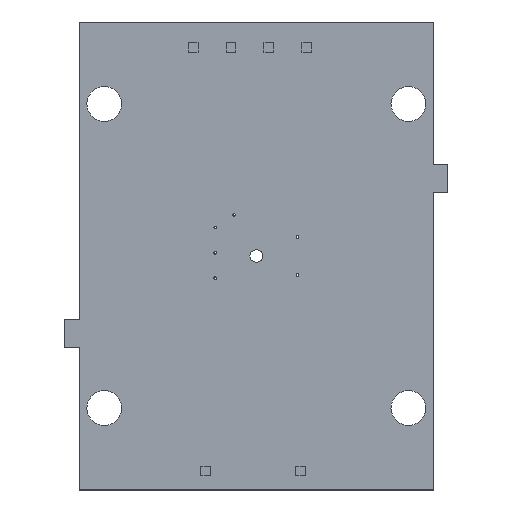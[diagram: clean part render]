
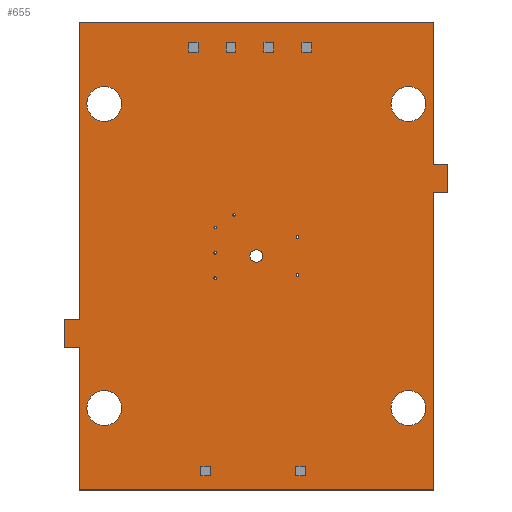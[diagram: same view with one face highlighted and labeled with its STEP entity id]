
A CAD part, top view. The second image highlights one B-rep face of the part: STEP entity #655.
In plain terms, the highlighted planar face has unit normal (0, 0, 1).
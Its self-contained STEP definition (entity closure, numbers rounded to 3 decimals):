
#49=FACE_BOUND('',#146,.T.);
#50=FACE_BOUND('',#147,.T.);
#51=FACE_BOUND('',#148,.T.);
#52=FACE_BOUND('',#149,.T.);
#53=FACE_BOUND('',#150,.T.);
#54=FACE_BOUND('',#151,.T.);
#55=FACE_BOUND('',#152,.T.);
#56=FACE_BOUND('',#153,.T.);
#57=FACE_BOUND('',#154,.T.);
#58=FACE_BOUND('',#155,.T.);
#59=FACE_BOUND('',#156,.T.);
#83=PLANE('',#736);
#114=FACE_OUTER_BOUND('',#145,.T.);
#145=EDGE_LOOP('',(#542,#543,#544,#545,#546,#547,#548,#549,#550,#551,#552,
#553));
#146=EDGE_LOOP('',(#554));
#147=EDGE_LOOP('',(#555));
#148=EDGE_LOOP('',(#556));
#149=EDGE_LOOP('',(#557));
#150=EDGE_LOOP('',(#558));
#151=EDGE_LOOP('',(#559));
#152=EDGE_LOOP('',(#560));
#153=EDGE_LOOP('',(#561));
#154=EDGE_LOOP('',(#562));
#155=EDGE_LOOP('',(#563));
#156=EDGE_LOOP('',(#564));
#188=LINE('',#1018,#247);
#191=LINE('',#1024,#250);
#194=LINE('',#1030,#253);
#197=LINE('',#1036,#256);
#200=LINE('',#1042,#259);
#203=LINE('',#1048,#262);
#206=LINE('',#1054,#265);
#209=LINE('',#1060,#268);
#212=LINE('',#1066,#271);
#215=LINE('',#1072,#274);
#218=LINE('',#1078,#277);
#221=LINE('',#1082,#280);
#247=VECTOR('',#840,10.);
#250=VECTOR('',#845,10.);
#253=VECTOR('',#850,10.);
#256=VECTOR('',#855,10.);
#259=VECTOR('',#860,10.);
#262=VECTOR('',#865,10.);
#265=VECTOR('',#870,10.);
#268=VECTOR('',#875,10.);
#271=VECTOR('',#880,10.);
#274=VECTOR('',#885,10.);
#277=VECTOR('',#890,10.);
#280=VECTOR('',#895,10.);
#294=CIRCLE('',#693,0.25);
#296=CIRCLE('',#696,1.27);
#298=CIRCLE('',#699,0.25);
#300=CIRCLE('',#702,0.25);
#302=CIRCLE('',#705,0.25);
#304=CIRCLE('',#708,0.25);
#306=CIRCLE('',#711,0.25);
#307=CIRCLE('',#713,3.493);
#309=CIRCLE('',#716,3.493);
#311=CIRCLE('',#719,3.493);
#313=CIRCLE('',#722,3.493);
#316=VERTEX_POINT('',#948);
#318=VERTEX_POINT('',#954);
#320=VERTEX_POINT('',#960);
#322=VERTEX_POINT('',#966);
#324=VERTEX_POINT('',#972);
#326=VERTEX_POINT('',#978);
#328=VERTEX_POINT('',#984);
#329=VERTEX_POINT('',#988);
#331=VERTEX_POINT('',#994);
#333=VERTEX_POINT('',#1000);
#335=VERTEX_POINT('',#1006);
#339=VERTEX_POINT('',#1015);
#340=VERTEX_POINT('',#1017);
#342=VERTEX_POINT('',#1023);
#344=VERTEX_POINT('',#1029);
#346=VERTEX_POINT('',#1035);
#348=VERTEX_POINT('',#1041);
#350=VERTEX_POINT('',#1047);
#352=VERTEX_POINT('',#1053);
#354=VERTEX_POINT('',#1059);
#356=VERTEX_POINT('',#1065);
#358=VERTEX_POINT('',#1071);
#360=VERTEX_POINT('',#1077);
#371=EDGE_CURVE('',#316,#316,#294,.T.);
#374=EDGE_CURVE('',#318,#318,#296,.T.);
#377=EDGE_CURVE('',#320,#320,#298,.T.);
#380=EDGE_CURVE('',#322,#322,#300,.T.);
#383=EDGE_CURVE('',#324,#324,#302,.T.);
#386=EDGE_CURVE('',#326,#326,#304,.T.);
#389=EDGE_CURVE('',#328,#328,#306,.T.);
#390=EDGE_CURVE('',#329,#329,#307,.T.);
#393=EDGE_CURVE('',#331,#331,#309,.T.);
#396=EDGE_CURVE('',#333,#333,#311,.T.);
#399=EDGE_CURVE('',#335,#335,#313,.T.);
#404=EDGE_CURVE('',#340,#339,#188,.T.);
#407=EDGE_CURVE('',#342,#340,#191,.T.);
#410=EDGE_CURVE('',#344,#342,#194,.T.);
#413=EDGE_CURVE('',#346,#344,#197,.T.);
#416=EDGE_CURVE('',#348,#346,#200,.T.);
#419=EDGE_CURVE('',#350,#348,#203,.T.);
#422=EDGE_CURVE('',#352,#350,#206,.T.);
#425=EDGE_CURVE('',#354,#352,#209,.T.);
#428=EDGE_CURVE('',#356,#354,#212,.T.);
#431=EDGE_CURVE('',#358,#356,#215,.T.);
#434=EDGE_CURVE('',#360,#358,#218,.T.);
#437=EDGE_CURVE('',#339,#360,#221,.T.);
#542=ORIENTED_EDGE('',*,*,#437,.T.);
#543=ORIENTED_EDGE('',*,*,#434,.T.);
#544=ORIENTED_EDGE('',*,*,#431,.T.);
#545=ORIENTED_EDGE('',*,*,#428,.T.);
#546=ORIENTED_EDGE('',*,*,#425,.T.);
#547=ORIENTED_EDGE('',*,*,#422,.T.);
#548=ORIENTED_EDGE('',*,*,#419,.T.);
#549=ORIENTED_EDGE('',*,*,#416,.T.);
#550=ORIENTED_EDGE('',*,*,#413,.T.);
#551=ORIENTED_EDGE('',*,*,#410,.T.);
#552=ORIENTED_EDGE('',*,*,#407,.T.);
#553=ORIENTED_EDGE('',*,*,#404,.T.);
#554=ORIENTED_EDGE('',*,*,#371,.T.);
#555=ORIENTED_EDGE('',*,*,#374,.T.);
#556=ORIENTED_EDGE('',*,*,#377,.T.);
#557=ORIENTED_EDGE('',*,*,#380,.T.);
#558=ORIENTED_EDGE('',*,*,#383,.T.);
#559=ORIENTED_EDGE('',*,*,#386,.T.);
#560=ORIENTED_EDGE('',*,*,#389,.T.);
#561=ORIENTED_EDGE('',*,*,#399,.T.);
#562=ORIENTED_EDGE('',*,*,#396,.T.);
#563=ORIENTED_EDGE('',*,*,#393,.T.);
#564=ORIENTED_EDGE('',*,*,#390,.T.);
#655=ADVANCED_FACE('',(#114,#49,#50,#51,#52,#53,#54,#55,#56,#57,#58,#59),
#83,.T.);
#693=AXIS2_PLACEMENT_3D('',#950,#764,#765);
#696=AXIS2_PLACEMENT_3D('',#956,#771,#772);
#699=AXIS2_PLACEMENT_3D('',#962,#778,#779);
#702=AXIS2_PLACEMENT_3D('',#968,#785,#786);
#705=AXIS2_PLACEMENT_3D('',#974,#792,#793);
#708=AXIS2_PLACEMENT_3D('',#980,#799,#800);
#711=AXIS2_PLACEMENT_3D('',#986,#806,#807);
#713=AXIS2_PLACEMENT_3D('',#989,#810,#811);
#716=AXIS2_PLACEMENT_3D('',#995,#817,#818);
#719=AXIS2_PLACEMENT_3D('',#1001,#824,#825);
#722=AXIS2_PLACEMENT_3D('',#1007,#831,#832);
#736=AXIS2_PLACEMENT_3D('',#1083,#896,#897);
#764=DIRECTION('center_axis',(0.,0.,-1.));
#765=DIRECTION('ref_axis',(1.,0.,0.));
#771=DIRECTION('center_axis',(0.,0.,-1.));
#772=DIRECTION('ref_axis',(1.,0.,0.));
#778=DIRECTION('center_axis',(0.,0.,-1.));
#779=DIRECTION('ref_axis',(1.,0.,0.));
#785=DIRECTION('center_axis',(0.,0.,-1.));
#786=DIRECTION('ref_axis',(1.,0.,0.));
#792=DIRECTION('center_axis',(0.,0.,-1.));
#793=DIRECTION('ref_axis',(1.,0.,0.));
#799=DIRECTION('center_axis',(0.,0.,-1.));
#800=DIRECTION('ref_axis',(1.,0.,0.));
#806=DIRECTION('center_axis',(0.,0.,-1.));
#807=DIRECTION('ref_axis',(1.,0.,0.));
#810=DIRECTION('center_axis',(0.,0.,-1.));
#811=DIRECTION('ref_axis',(1.,0.,0.));
#817=DIRECTION('center_axis',(0.,0.,-1.));
#818=DIRECTION('ref_axis',(1.,0.,0.));
#824=DIRECTION('center_axis',(0.,0.,-1.));
#825=DIRECTION('ref_axis',(1.,0.,0.));
#831=DIRECTION('center_axis',(0.,0.,-1.));
#832=DIRECTION('ref_axis',(1.,0.,0.));
#840=DIRECTION('',(0.,-1.,0.));
#845=DIRECTION('',(-1.,0.,0.));
#850=DIRECTION('',(0.,-1.,0.));
#855=DIRECTION('',(-1.,0.,0.));
#860=DIRECTION('',(0.,1.,0.));
#865=DIRECTION('',(-1.,0.,0.));
#870=DIRECTION('',(0.,1.,0.));
#875=DIRECTION('',(1.,0.,0.));
#880=DIRECTION('',(0.,1.,0.));
#885=DIRECTION('',(1.,0.,0.));
#890=DIRECTION('',(0.,-1.,0.));
#895=DIRECTION('',(1.,0.,0.));
#896=DIRECTION('center_axis',(0.,0.,1.));
#897=DIRECTION('ref_axis',(1.,0.,0.));
#948=CARTESIAN_POINT('',(-8.505,0.635,1.57));
#950=CARTESIAN_POINT('Origin',(-8.255,0.635,1.57));
#954=CARTESIAN_POINT('',(-1.27,0.,1.57));
#956=CARTESIAN_POINT('Origin',(0.,0.,1.57));
#960=CARTESIAN_POINT('',(8.005,3.81,1.57));
#962=CARTESIAN_POINT('Origin',(8.255,3.81,1.57));
#966=CARTESIAN_POINT('',(8.005,-3.81,1.57));
#968=CARTESIAN_POINT('Origin',(8.255,-3.81,1.57));
#972=CARTESIAN_POINT('',(-4.695,8.255,1.57));
#974=CARTESIAN_POINT('Origin',(-4.445,8.255,1.57));
#978=CARTESIAN_POINT('',(-8.505,5.715,1.57));
#980=CARTESIAN_POINT('Origin',(-8.255,5.715,1.57));
#984=CARTESIAN_POINT('',(-8.505,-4.445,1.57));
#986=CARTESIAN_POINT('Origin',(-8.255,-4.445,1.57));
#988=CARTESIAN_POINT('',(-34.026,30.533,1.57));
#989=CARTESIAN_POINT('Origin',(-30.533,30.533,1.57));
#994=CARTESIAN_POINT('',(-34.026,-30.533,1.57));
#995=CARTESIAN_POINT('Origin',(-30.533,-30.533,1.57));
#1000=CARTESIAN_POINT('',(27.041,30.533,1.57));
#1001=CARTESIAN_POINT('Origin',(30.533,30.533,1.57));
#1006=CARTESIAN_POINT('',(27.041,-30.533,1.57));
#1007=CARTESIAN_POINT('Origin',(30.533,-30.533,1.57));
#1015=CARTESIAN_POINT('',(-38.608,-18.415,1.57));
#1017=CARTESIAN_POINT('',(-38.608,-12.7,1.57));
#1018=CARTESIAN_POINT('',(-38.608,-18.415,1.57));
#1023=CARTESIAN_POINT('',(-35.56,-12.7,1.57));
#1024=CARTESIAN_POINT('',(-38.608,-12.7,1.57));
#1029=CARTESIAN_POINT('',(-35.56,46.99,1.57));
#1030=CARTESIAN_POINT('',(-35.56,-12.7,1.57));
#1035=CARTESIAN_POINT('',(35.56,46.99,1.57));
#1036=CARTESIAN_POINT('',(-35.56,46.99,1.57));
#1041=CARTESIAN_POINT('',(35.56,18.415,1.57));
#1042=CARTESIAN_POINT('',(35.56,46.99,1.57));
#1047=CARTESIAN_POINT('',(38.481,18.415,1.57));
#1048=CARTESIAN_POINT('',(35.56,18.415,1.57));
#1053=CARTESIAN_POINT('',(38.481,12.7,1.57));
#1054=CARTESIAN_POINT('',(38.481,18.415,1.57));
#1059=CARTESIAN_POINT('',(35.56,12.7,1.57));
#1060=CARTESIAN_POINT('',(38.481,12.7,1.57));
#1065=CARTESIAN_POINT('',(35.56,-46.99,1.57));
#1066=CARTESIAN_POINT('',(35.56,12.7,1.57));
#1071=CARTESIAN_POINT('',(-35.56,-46.99,1.57));
#1072=CARTESIAN_POINT('',(35.56,-46.99,1.57));
#1077=CARTESIAN_POINT('',(-35.56,-18.415,1.57));
#1078=CARTESIAN_POINT('',(-35.56,-46.99,1.57));
#1082=CARTESIAN_POINT('',(-35.56,-18.415,1.57));
#1083=CARTESIAN_POINT('Origin',(-0.063,0.,1.57));
